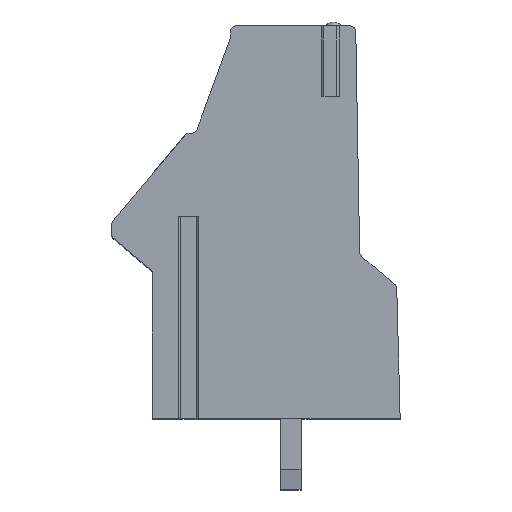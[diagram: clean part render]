
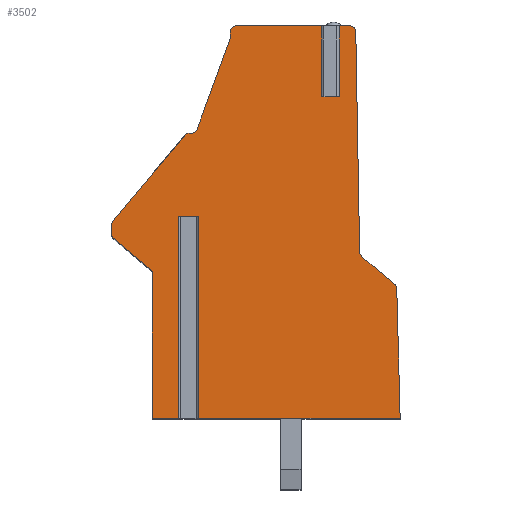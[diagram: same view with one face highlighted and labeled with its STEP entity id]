
A CAD part, top view. The second image highlights one B-rep face of the part: STEP entity #3502.
In plain terms, the highlighted planar face has unit normal (0, 0, 1).
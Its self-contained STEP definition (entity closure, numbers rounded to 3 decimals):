
#13=DIRECTION('',(-1.,0.,0.));
#14=VECTOR('',#13,0.55);
#15=CARTESIAN_POINT('',(3.708,6.127,22.86));
#16=LINE('',#15,#14);
#17=DIRECTION('',(0.,-1.,0.));
#18=VECTOR('',#17,3.5);
#19=CARTESIAN_POINT('',(3.708,9.627,22.86));
#20=LINE('',#19,#18);
#21=DIRECTION('',(-1.,0.,0.));
#22=VECTOR('',#21,0.682);
#23=CARTESIAN_POINT('',(4.39,9.627,22.86));
#24=LINE('',#23,#22);
#25=CARTESIAN_POINT('',(4.39,9.327,22.86));
#26=DIRECTION('',(0.,0.,1.));
#27=DIRECTION('',(1.,0.017,0.));
#28=AXIS2_PLACEMENT_3D('',#25,#26,#27);
#30=DIRECTION('',(-0.017,1.,0.));
#31=VECTOR('',#30,10.885);
#32=CARTESIAN_POINT('',(4.88,-1.552,22.86));
#33=LINE('',#32,#31);
#34=CARTESIAN_POINT('',(5.18,-1.546,22.86));
#35=DIRECTION('',(0.,0.,-1.));
#36=DIRECTION('',(-0.643,-0.766,0.));
#37=AXIS2_PLACEMENT_3D('',#34,#35,#36);
#39=DIRECTION('',(-0.766,0.643,0.));
#40=VECTOR('',#39,2.116);
#41=CARTESIAN_POINT('',(6.608,-3.137,22.86));
#42=LINE('',#41,#40);
#43=CARTESIAN_POINT('',(6.415,-3.366,22.86));
#44=DIRECTION('',(0.,0.,1.));
#45=DIRECTION('',(1.,0.029,0.));
#46=AXIS2_PLACEMENT_3D('',#43,#44,#45);
#48=DIRECTION('',(-0.026,1.,0.));
#49=VECTOR('',#48,6.418);
#50=CARTESIAN_POINT('',(6.883,-9.773,22.86));
#51=LINE('',#50,#49);
#52=DIRECTION('',(1.,0.,0.));
#53=VECTOR('',#52,9.952);
#54=CARTESIAN_POINT('',(-3.069,-9.773,22.86));
#55=LINE('',#54,#53);
#56=DIRECTION('',(0.,-1.,0.));
#57=VECTOR('',#56,10.);
#58=CARTESIAN_POINT('',(-3.069,0.227,22.86));
#59=LINE('',#58,#57);
#60=DIRECTION('',(-1.,0.,0.));
#61=VECTOR('',#60,0.996);
#62=CARTESIAN_POINT('',(-3.069,0.227,22.86));
#63=LINE('',#62,#61);
#64=DIRECTION('',(0.,-1.,0.));
#65=VECTOR('',#64,10.);
#66=CARTESIAN_POINT('',(-4.065,0.227,22.86));
#67=LINE('',#66,#65);
#68=DIRECTION('',(1.,0.,0.));
#69=VECTOR('',#68,1.302);
#70=CARTESIAN_POINT('',(-5.367,-9.773,22.86));
#71=LINE('',#70,#69);
#72=DIRECTION('',(0.,-1.,0.));
#73=VECTOR('',#72,7.198);
#74=CARTESIAN_POINT('',(-5.367,-2.576,22.86));
#75=LINE('',#74,#73);
#76=CARTESIAN_POINT('',(-5.567,-2.576,22.86));
#77=DIRECTION('',(0.,0.,-1.));
#78=DIRECTION('',(0.643,0.766,0.));
#79=AXIS2_PLACEMENT_3D('',#76,#77,#78);
#81=DIRECTION('',(0.766,-0.643,0.));
#82=VECTOR('',#81,2.424);
#83=CARTESIAN_POINT('',(-7.295,-0.864,22.86));
#84=LINE('',#83,#82);
#85=CARTESIAN_POINT('',(-7.167,-0.711,22.86));
#86=DIRECTION('',(0.,0.,1.));
#87=DIRECTION('',(-1.,0.,0.));
#88=AXIS2_PLACEMENT_3D('',#85,#86,#87);
#90=DIRECTION('',(0.,-1.,0.));
#91=VECTOR('',#90,0.52);
#92=CARTESIAN_POINT('',(-7.367,-0.191,22.86));
#93=LINE('',#92,#91);
#94=CARTESIAN_POINT('',(-7.067,-0.191,22.86));
#95=DIRECTION('',(0.,0.,1.));
#96=DIRECTION('',(-0.766,0.643,0.));
#97=AXIS2_PLACEMENT_3D('',#94,#95,#96);
#99=DIRECTION('',(-0.643,-0.766,0.));
#100=VECTOR('',#99,5.645);
#101=CARTESIAN_POINT('',(-3.668,4.327,22.86));
#102=LINE('',#101,#100);
#103=DIRECTION('',(-1.,0.,0.));
#104=VECTOR('',#103,0.236);
#105=CARTESIAN_POINT('',(-3.432,4.327,22.86));
#106=LINE('',#105,#104);
#107=CARTESIAN_POINT('',(-3.432,4.627,22.86));
#108=DIRECTION('',(0.,0.,-1.));
#109=DIRECTION('',(0.94,-0.342,0.));
#110=AXIS2_PLACEMENT_3D('',#107,#108,#109);
#112=DIRECTION('',(-0.342,-0.94,0.));
#113=VECTOR('',#112,4.782);
#114=CARTESIAN_POINT('',(-1.515,9.018,22.86));
#115=LINE('',#114,#113);
#116=DIRECTION('',(0.,-1.,0.));
#117=VECTOR('',#116,0.309);
#118=CARTESIAN_POINT('',(-1.515,9.327,22.86));
#119=LINE('',#118,#117);
#120=CARTESIAN_POINT('',(-1.215,9.327,22.86));
#121=DIRECTION('',(0.,0.,1.));
#122=DIRECTION('',(0.,1.,0.));
#123=AXIS2_PLACEMENT_3D('',#120,#121,#122);
#125=DIRECTION('',(-1.,0.,0.));
#126=VECTOR('',#125,4.373);
#127=CARTESIAN_POINT('',(3.158,9.627,22.86));
#128=LINE('',#127,#126);
#129=DIRECTION('',(0.,-1.,0.));
#130=VECTOR('',#129,3.5);
#131=CARTESIAN_POINT('',(3.158,9.627,22.86));
#132=LINE('',#131,#130);
#2695=CARTESIAN_POINT('',(6.883,-9.773,22.86));
#2696=CARTESIAN_POINT('',(6.715,-3.358,22.86));
#2697=VERTEX_POINT('',#2695);
#2698=VERTEX_POINT('',#2696);
#2699=CARTESIAN_POINT('',(6.608,-3.137,22.86));
#2700=VERTEX_POINT('',#2699);
#2701=CARTESIAN_POINT('',(4.987,-1.776,22.86));
#2702=VERTEX_POINT('',#2701);
#2703=CARTESIAN_POINT('',(4.88,-1.552,22.86));
#2704=VERTEX_POINT('',#2703);
#2705=CARTESIAN_POINT('',(4.69,9.332,22.86));
#2706=VERTEX_POINT('',#2705);
#2707=CARTESIAN_POINT('',(4.39,9.627,22.86));
#2708=VERTEX_POINT('',#2707);
#2709=CARTESIAN_POINT('',(-1.215,9.627,22.86));
#2710=CARTESIAN_POINT('',(-1.515,9.327,22.86));
#2711=VERTEX_POINT('',#2709);
#2712=VERTEX_POINT('',#2710);
#2713=CARTESIAN_POINT('',(-1.515,9.018,22.86));
#2714=VERTEX_POINT('',#2713);
#2715=CARTESIAN_POINT('',(-3.15,4.524,22.86));
#2716=VERTEX_POINT('',#2715);
#2717=CARTESIAN_POINT('',(-3.432,4.327,22.86));
#2718=VERTEX_POINT('',#2717);
#2719=CARTESIAN_POINT('',(-3.668,4.327,22.86));
#2720=VERTEX_POINT('',#2719);
#2721=CARTESIAN_POINT('',(-7.297,0.002,22.86));
#2722=VERTEX_POINT('',#2721);
#2723=CARTESIAN_POINT('',(-7.367,-0.191,22.86));
#2724=VERTEX_POINT('',#2723);
#2725=CARTESIAN_POINT('',(-7.367,-0.711,22.86));
#2726=VERTEX_POINT('',#2725);
#2727=CARTESIAN_POINT('',(-7.295,-0.864,22.86));
#2728=VERTEX_POINT('',#2727);
#2729=CARTESIAN_POINT('',(-5.438,-2.422,22.86));
#2730=VERTEX_POINT('',#2729);
#2731=CARTESIAN_POINT('',(-5.367,-2.576,22.86));
#2732=VERTEX_POINT('',#2731);
#2733=CARTESIAN_POINT('',(-5.367,-9.773,22.86));
#2734=VERTEX_POINT('',#2733);
#2835=CARTESIAN_POINT('',(-3.069,0.227,22.86));
#2836=CARTESIAN_POINT('',(-4.065,0.227,22.86));
#2837=VERTEX_POINT('',#2835);
#2838=VERTEX_POINT('',#2836);
#2839=CARTESIAN_POINT('',(-3.069,-9.773,22.86));
#2840=VERTEX_POINT('',#2839);
#2841=CARTESIAN_POINT('',(-4.065,-9.773,22.86));
#2842=VERTEX_POINT('',#2841);
#2879=CARTESIAN_POINT('',(3.708,6.127,22.86));
#2880=CARTESIAN_POINT('',(3.158,6.127,22.86));
#2881=VERTEX_POINT('',#2879);
#2882=VERTEX_POINT('',#2880);
#2883=CARTESIAN_POINT('',(3.158,9.627,22.86));
#2884=VERTEX_POINT('',#2883);
#2885=CARTESIAN_POINT('',(3.708,9.627,22.86));
#2886=VERTEX_POINT('',#2885);
#3439=CARTESIAN_POINT('',(0.,0.,22.86));
#3440=DIRECTION('',(0.,0.,1.));
#3441=DIRECTION('',(1.,0.,0.));
#3442=AXIS2_PLACEMENT_3D('',#3439,#3440,#3441);
#3443=PLANE('',#3442);
#3445=ORIENTED_EDGE('',*,*,#3444,.F.);
#3447=ORIENTED_EDGE('',*,*,#3446,.F.);
#3449=ORIENTED_EDGE('',*,*,#3448,.F.);
#3451=ORIENTED_EDGE('',*,*,#3450,.F.);
#3453=ORIENTED_EDGE('',*,*,#3452,.F.);
#3455=ORIENTED_EDGE('',*,*,#3454,.F.);
#3457=ORIENTED_EDGE('',*,*,#3456,.F.);
#3459=ORIENTED_EDGE('',*,*,#3458,.F.);
#3461=ORIENTED_EDGE('',*,*,#3460,.F.);
#3463=ORIENTED_EDGE('',*,*,#3462,.F.);
#3465=ORIENTED_EDGE('',*,*,#3464,.F.);
#3467=ORIENTED_EDGE('',*,*,#3466,.T.);
#3469=ORIENTED_EDGE('',*,*,#3468,.T.);
#3471=ORIENTED_EDGE('',*,*,#3470,.F.);
#3473=ORIENTED_EDGE('',*,*,#3472,.F.);
#3475=ORIENTED_EDGE('',*,*,#3474,.F.);
#3477=ORIENTED_EDGE('',*,*,#3476,.F.);
#3479=ORIENTED_EDGE('',*,*,#3478,.F.);
#3481=ORIENTED_EDGE('',*,*,#3480,.F.);
#3483=ORIENTED_EDGE('',*,*,#3482,.F.);
#3485=ORIENTED_EDGE('',*,*,#3484,.F.);
#3487=ORIENTED_EDGE('',*,*,#3486,.F.);
#3489=ORIENTED_EDGE('',*,*,#3488,.F.);
#3491=ORIENTED_EDGE('',*,*,#3490,.F.);
#3493=ORIENTED_EDGE('',*,*,#3492,.F.);
#3495=ORIENTED_EDGE('',*,*,#3494,.F.);
#3497=ORIENTED_EDGE('',*,*,#3496,.F.);
#3499=ORIENTED_EDGE('',*,*,#3498,.T.);
#3500=EDGE_LOOP('',(#3445,#3447,#3449,#3451,#3453,#3455,#3457,#3459,#3461,#3463,
#3465,#3467,#3469,#3471,#3473,#3475,#3477,#3479,#3481,#3483,#3485,#3487,#3489,
#3491,#3493,#3495,#3497,#3499));
#3501=FACE_OUTER_BOUND('',#3500,.F.);
#29=CIRCLE('',#28,0.3);
#38=CIRCLE('',#37,0.3);
#47=CIRCLE('',#46,0.3);
#80=CIRCLE('',#79,0.2);
#89=CIRCLE('',#88,0.2);
#98=CIRCLE('',#97,0.3);
#111=CIRCLE('',#110,0.3);
#124=CIRCLE('',#123,0.3);
#3444=EDGE_CURVE('',#2881,#2882,#16,.T.);
#3446=EDGE_CURVE('',#2886,#2881,#20,.T.);
#3448=EDGE_CURVE('',#2708,#2886,#24,.T.);
#3450=EDGE_CURVE('',#2706,#2708,#29,.T.);
#3452=EDGE_CURVE('',#2704,#2706,#33,.T.);
#3454=EDGE_CURVE('',#2702,#2704,#38,.T.);
#3456=EDGE_CURVE('',#2700,#2702,#42,.T.);
#3458=EDGE_CURVE('',#2698,#2700,#47,.T.);
#3460=EDGE_CURVE('',#2697,#2698,#51,.T.);
#3462=EDGE_CURVE('',#2840,#2697,#55,.T.);
#3464=EDGE_CURVE('',#2837,#2840,#59,.T.);
#3466=EDGE_CURVE('',#2837,#2838,#63,.T.);
#3468=EDGE_CURVE('',#2838,#2842,#67,.T.);
#3470=EDGE_CURVE('',#2734,#2842,#71,.T.);
#3472=EDGE_CURVE('',#2732,#2734,#75,.T.);
#3474=EDGE_CURVE('',#2730,#2732,#80,.T.);
#3476=EDGE_CURVE('',#2728,#2730,#84,.T.);
#3478=EDGE_CURVE('',#2726,#2728,#89,.T.);
#3480=EDGE_CURVE('',#2724,#2726,#93,.T.);
#3482=EDGE_CURVE('',#2722,#2724,#98,.T.);
#3484=EDGE_CURVE('',#2720,#2722,#102,.T.);
#3486=EDGE_CURVE('',#2718,#2720,#106,.T.);
#3488=EDGE_CURVE('',#2716,#2718,#111,.T.);
#3490=EDGE_CURVE('',#2714,#2716,#115,.T.);
#3492=EDGE_CURVE('',#2712,#2714,#119,.T.);
#3494=EDGE_CURVE('',#2711,#2712,#124,.T.);
#3496=EDGE_CURVE('',#2884,#2711,#128,.T.);
#3498=EDGE_CURVE('',#2884,#2882,#132,.T.);
#3502=ADVANCED_FACE('',(#3501),#3443,.T.);
